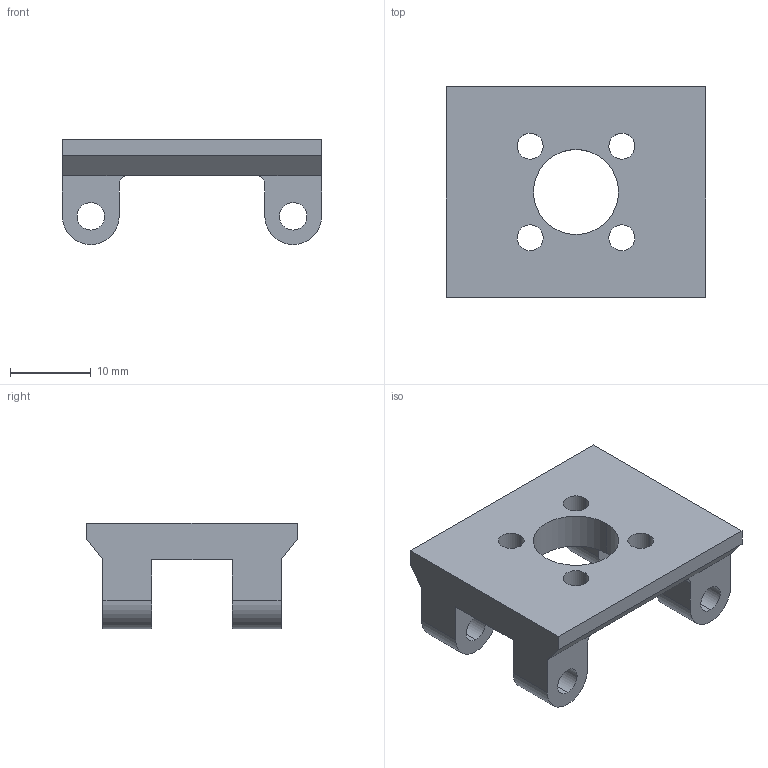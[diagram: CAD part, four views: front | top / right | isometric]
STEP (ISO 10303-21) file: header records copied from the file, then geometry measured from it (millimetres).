
FILE_DESCRIPTION (( 'STEP AP203' ), '1' );
FILE_NAME ('丝杠螺母下3d打印件.STEP', '2024-12-26T06:50:06', ( '' ), ( '' ), 'SwSTEP 2.0', 'SolidWorks 2022', '' );
FILE_SCHEMA (( 'CONFIG_CONTROL_DESIGN' ));
Length unit declared in the file: millimetre
Products named in the file (1): 丝杠螺母下3d打印件
Bounding box: 32 x 26 x 13 mm (x, y, z)
Volume: 4138.6 mm3; surface area: 3129.7 mm2
Topology: 1 solids, 1 shells, 48 faces, 134 edges, 88 vertices
Faces by surface type: cylinder 28, plane 20
Entity records: 1675 total; most frequent: DIRECTION 288, CARTESIAN_POINT 271, ORIENTED_EDGE 268, EDGE_CURVE 134, AXIS2_PLACEMENT_3D 105, VERTEX_POINT 88, VECTOR 78, LINE 78
